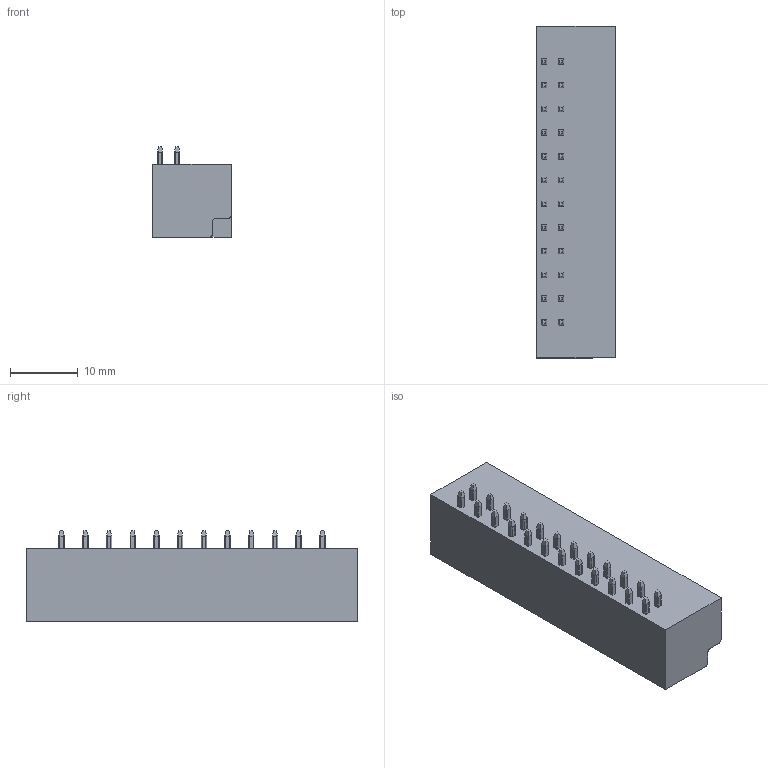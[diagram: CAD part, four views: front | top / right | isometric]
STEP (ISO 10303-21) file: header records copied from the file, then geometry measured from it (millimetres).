
FILE_DESCRIPTION((''),'2;1');
FILE_NAME('1111','2024-11-16T08:09:44',('tluser'),(''),'CREO PARAMETRIC BY PTC INC, 2018100','CREO PARAMETRIC BY PTC INC, 2018100','');
FILE_SCHEMA(('CONFIG_CONTROL_DESIGN'));
Length unit declared in the file: millimetre
Products named in the file (1): 1111
Bounding box: 11.6 x 49 x 13.4 mm (x, y, z)
Volume: 4441.9 mm3; surface area: 4304.1 mm2
Topology: 1 solids, 1 shells, 1063 faces, 3024 edges, 2016 vertices
Faces by surface type: plane 689, cylinder 290, extrusion 84
Entity records: 35530 total; most frequent: CARTESIAN_POINT 8313, ORIENTED_EDGE 6048, DIRECTION 5022, EDGE_CURVE 3024, VECTOR 2168, LINE 2084, VERTEX_POINT 2016, AXIS2_PLACEMENT_3D 1427
